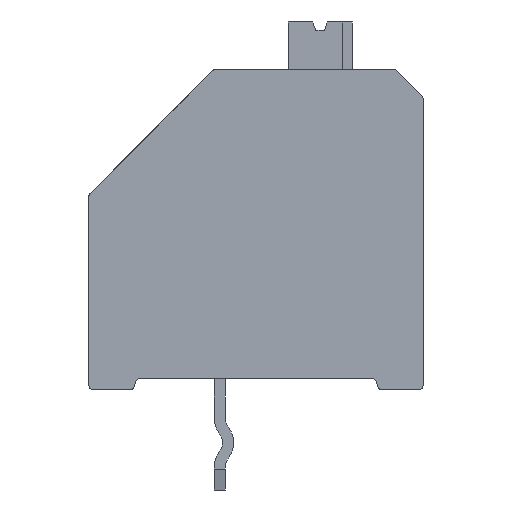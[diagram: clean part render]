
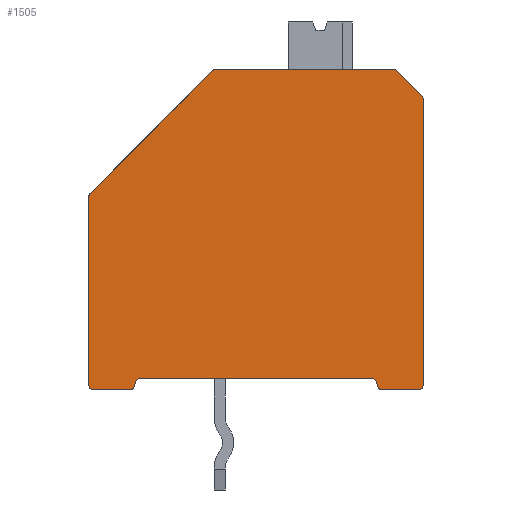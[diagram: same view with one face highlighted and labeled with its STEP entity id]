
A CAD part, front view. The second image highlights one B-rep face of the part: STEP entity #1505.
In plain terms, the highlighted planar face has unit normal (0, -1, 0).
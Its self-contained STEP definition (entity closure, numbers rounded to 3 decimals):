
#1505 = ADVANCED_FACE( '', ( #3320 ), #3321, .T. );
#3320 = FACE_OUTER_BOUND( '', #5552, .T. );
#3321 = PLANE( '', #5553 );
#5552 = EDGE_LOOP( '', ( #9573, #9574, #9575, #9576, #9577, #9578, #9579, #9580, #9581, #9582, #9583, #9584, #9585, #9586, #9587, #9588, #9589, #9590, #9591, #9592 ) );
#5553 = AXIS2_PLACEMENT_3D( '', #9593, #9594, #9595 );
#9573 = ORIENTED_EDGE( '', *, *, #14748, .F. );
#9574 = ORIENTED_EDGE( '', *, *, #14123, .T. );
#9575 = ORIENTED_EDGE( '', *, *, #14762, .F. );
#9576 = ORIENTED_EDGE( '', *, *, #15475, .T. );
#9577 = ORIENTED_EDGE( '', *, *, #14981, .F. );
#9578 = ORIENTED_EDGE( '', *, *, #15476, .T. );
#9579 = ORIENTED_EDGE( '', *, *, #15477, .T. );
#9580 = ORIENTED_EDGE( '', *, *, #15478, .T. );
#9581 = ORIENTED_EDGE( '', *, *, #15479, .F. );
#9582 = ORIENTED_EDGE( '', *, *, #15480, .T. );
#9583 = ORIENTED_EDGE( '', *, *, #15481, .T. );
#9584 = ORIENTED_EDGE( '', *, *, #15482, .F. );
#9585 = ORIENTED_EDGE( '', *, *, #15483, .T. );
#9586 = ORIENTED_EDGE( '', *, *, #15430, .F. );
#9587 = ORIENTED_EDGE( '', *, *, #15484, .T. );
#9588 = ORIENTED_EDGE( '', *, *, #15140, .T. );
#9589 = ORIENTED_EDGE( '', *, *, #15485, .F. );
#9590 = ORIENTED_EDGE( '', *, *, #15486, .T. );
#9591 = ORIENTED_EDGE( '', *, *, #15487, .T. );
#9592 = ORIENTED_EDGE( '', *, *, #15488, .T. );
#9593 = CARTESIAN_POINT( '', ( 0., -36.75, 0. ) );
#9594 = DIRECTION( '', ( 0., -1., 0. ) );
#9595 = DIRECTION( '', ( 0., 0., -1. ) );
#14123 = EDGE_CURVE( '', #17009, #17007, #17010, .T. );
#14748 = EDGE_CURVE( '', #17009, #18096, #18097, .T. );
#14762 = EDGE_CURVE( '', #18116, #17007, #18119, .T. );
#14981 = EDGE_CURVE( '', #18476, #18478, #18479, .T. );
#15140 = EDGE_CURVE( '', #18737, #18734, #18738, .T. );
#15430 = EDGE_CURVE( '', #19189, #19190, #19191, .T. );
#15475 = EDGE_CURVE( '', #18116, #18478, #19259, .T. );
#15476 = EDGE_CURVE( '', #18476, #19260, #19261, .T. );
#15477 = EDGE_CURVE( '', #19260, #19262, #19263, .T. );
#15478 = EDGE_CURVE( '', #19262, #19264, #19265, .T. );
#15479 = EDGE_CURVE( '', #19266, #19264, #19267, .T. );
#15480 = EDGE_CURVE( '', #19266, #19268, #19269, .T. );
#15481 = EDGE_CURVE( '', #19268, #19270, #19271, .T. );
#15482 = EDGE_CURVE( '', #19272, #19270, #19273, .T. );
#15483 = EDGE_CURVE( '', #19272, #19190, #19274, .T. );
#15484 = EDGE_CURVE( '', #19189, #18737, #19275, .T. );
#15485 = EDGE_CURVE( '', #19276, #18734, #19277, .T. );
#15486 = EDGE_CURVE( '', #19276, #19278, #19279, .T. );
#15487 = EDGE_CURVE( '', #19278, #19280, #19281, .T. );
#15488 = EDGE_CURVE( '', #19280, #18096, #19282, .T. );
#17007 = VERTEX_POINT( '', #21203 );
#17009 = VERTEX_POINT( '', #21206 );
#17010 = CIRCLE( '', #21207, 0.17 );
#18096 = VERTEX_POINT( '', #22706 );
#18097 = LINE( '', #22707, #22708 );
#18116 = VERTEX_POINT( '', #22735 );
#18119 = LINE( '', #22739, #22740 );
#18476 = VERTEX_POINT( '', #23259 );
#18478 = VERTEX_POINT( '', #23262 );
#18479 = LINE( '', #23263, #23264 );
#18734 = VERTEX_POINT( '', #23639 );
#18737 = VERTEX_POINT( '', #23643 );
#18738 = CIRCLE( '', #23644, 0.17 );
#19189 = VERTEX_POINT( '', #24279 );
#19190 = VERTEX_POINT( '', #24280 );
#19191 = CIRCLE( '', #24281, 0.17 );
#19259 = CIRCLE( '', #24372, 0.17 );
#19260 = VERTEX_POINT( '', #24373 );
#19261 = CIRCLE( '', #24374, 0.17 );
#19262 = VERTEX_POINT( '', #24375 );
#19263 = LINE( '', #24376, #24377 );
#19264 = VERTEX_POINT( '', #24378 );
#19265 = CIRCLE( '', #24379, 0.17 );
#19266 = VERTEX_POINT( '', #24380 );
#19267 = LINE( '', #24381, #24382 );
#19268 = VERTEX_POINT( '', #24383 );
#19269 = CIRCLE( '', #24384, 0.17 );
#19270 = VERTEX_POINT( '', #24385 );
#19271 = LINE( '', #24386, #24387 );
#19272 = VERTEX_POINT( '', #24388 );
#19273 = CIRCLE( '', #24389, 0.17 );
#19274 = LINE( '', #24390, #24391 );
#19275 = LINE( '', #24392, #24393 );
#19276 = VERTEX_POINT( '', #24394 );
#19277 = LINE( '', #24395, #24396 );
#19278 = VERTEX_POINT( '', #24397 );
#19279 = CIRCLE( '', #24398, 0.17 );
#19280 = VERTEX_POINT( '', #24399 );
#19281 = LINE( '', #24400, #24401 );
#19282 = CIRCLE( '', #24402, 0.17 );
#21203 = CARTESIAN_POINT( '', ( 10.93, -36.75, 11.33 ) );
#21206 = CARTESIAN_POINT( '', ( 11.05, -36.75, 11.28 ) );
#21207 = AXIS2_PLACEMENT_3D( '', #26801, #26802, #26803 );
#22706 = CARTESIAN_POINT( '', ( 11.95, -36.75, 10.38 ) );
#22707 = CARTESIAN_POINT( '', ( 11.5, -36.75, 10.83 ) );
#22708 = VECTOR( '', #27571, 1000. );
#22735 = CARTESIAN_POINT( '', ( 4.57, -36.75, 11.33 ) );
#22739 = CARTESIAN_POINT( '', ( 4.5, -36.75, 11.33 ) );
#22740 = VECTOR( '', #27584, 1000. );
#23259 = CARTESIAN_POINT( '', ( 0.05, -36.75, 6.88 ) );
#23262 = CARTESIAN_POINT( '', ( 4.45, -36.75, 11.28 ) );
#23263 = CARTESIAN_POINT( '', ( 1.847, -36.75, 8.677 ) );
#23264 = VECTOR( '', #27838, 1000. );
#23639 = CARTESIAN_POINT( '', ( 10.53, -36.75, -0.17 ) );
#23643 = CARTESIAN_POINT( '', ( 10.366, -36.75, -0.044 ) );
#23644 = AXIS2_PLACEMENT_3D( '', #28026, #28027, #28028 );
#24279 = CARTESIAN_POINT( '', ( 10.327, -36.75, 0.104 ) );
#24280 = CARTESIAN_POINT( '', ( 10.162, -36.75, 0.23 ) );
#24281 = AXIS2_PLACEMENT_3D( '', #28393, #28394, #28395 );
#24372 = AXIS2_PLACEMENT_3D( '', #28458, #28459, #28460 );
#24373 = CARTESIAN_POINT( '', ( 0., -36.75, 6.76 ) );
#24374 = AXIS2_PLACEMENT_3D( '', #28461, #28462, #28463 );
#24375 = CARTESIAN_POINT( '', ( 0., -36.75, 0. ) );
#24376 = CARTESIAN_POINT( '', ( 0., -36.75, 13.03 ) );
#24377 = VECTOR( '', #28464, 1000. );
#24378 = CARTESIAN_POINT( '', ( 0.17, -36.75, -0.17 ) );
#24379 = AXIS2_PLACEMENT_3D( '', #28465, #28466, #28467 );
#24380 = CARTESIAN_POINT( '', ( 1.47, -36.75, -0.17 ) );
#24381 = CARTESIAN_POINT( '', ( 6., -36.75, -0.17 ) );
#24382 = VECTOR( '', #28468, 1000. );
#24383 = CARTESIAN_POINT( '', ( 1.634, -36.75, -0.044 ) );
#24384 = AXIS2_PLACEMENT_3D( '', #28469, #28470, #28471 );
#24385 = CARTESIAN_POINT( '', ( 1.673, -36.75, 0.104 ) );
#24386 = CARTESIAN_POINT( '', ( 1.707, -36.75, 0.23 ) );
#24387 = VECTOR( '', #28472, 1000. );
#24388 = CARTESIAN_POINT( '', ( 1.838, -36.75, 0.23 ) );
#24389 = AXIS2_PLACEMENT_3D( '', #28473, #28474, #28475 );
#24390 = CARTESIAN_POINT( '', ( 2.9, -36.75, 0.23 ) );
#24391 = VECTOR( '', #28476, 1000. );
#24392 = CARTESIAN_POINT( '', ( 10.774, -36.75, -1.566 ) );
#24393 = VECTOR( '', #28477, 1000. );
#24394 = CARTESIAN_POINT( '', ( 11.83, -36.75, -0.17 ) );
#24395 = CARTESIAN_POINT( '', ( 6., -36.75, -0.17 ) );
#24396 = VECTOR( '', #28478, 1000. );
#24397 = CARTESIAN_POINT( '', ( 12., -36.75, 0. ) );
#24398 = AXIS2_PLACEMENT_3D( '', #28479, #28480, #28481 );
#24399 = CARTESIAN_POINT( '', ( 12., -36.75, 10.26 ) );
#24400 = CARTESIAN_POINT( '', ( 12., -36.75, -3.77 ) );
#24401 = VECTOR( '', #28482, 1000. );
#24402 = AXIS2_PLACEMENT_3D( '', #28483, #28484, #28485 );
#26801 = CARTESIAN_POINT( '', ( 10.93, -36.75, 11.16 ) );
#26802 = DIRECTION( '', ( 0., -1., 0. ) );
#26803 = DIRECTION( '', ( 0., 0., -1. ) );
#27571 = DIRECTION( '', ( 0.707, 0., -0.707 ) );
#27584 = DIRECTION( '', ( 1., 0., 0. ) );
#27838 = DIRECTION( '', ( 0.707, 0., 0.707 ) );
#28026 = CARTESIAN_POINT( '', ( 10.53, -36.75, 0. ) );
#28027 = DIRECTION( '', ( 0., -1., 0. ) );
#28028 = DIRECTION( '', ( 0., 0., -1. ) );
#28393 = CARTESIAN_POINT( '', ( 10.162, -36.75, 0.06 ) );
#28394 = DIRECTION( '', ( 0., -1., 0. ) );
#28395 = DIRECTION( '', ( 0., 0., -1. ) );
#28458 = CARTESIAN_POINT( '', ( 4.57, -36.75, 11.16 ) );
#28459 = DIRECTION( '', ( 0., -1., 0. ) );
#28460 = DIRECTION( '', ( 0., 0., -1. ) );
#28461 = CARTESIAN_POINT( '', ( 0.17, -36.75, 6.76 ) );
#28462 = DIRECTION( '', ( 0., -1., 0. ) );
#28463 = DIRECTION( '', ( 0., 0., -1. ) );
#28464 = DIRECTION( '', ( 0., 0., -1. ) );
#28465 = CARTESIAN_POINT( '', ( 0.17, -36.75, 0. ) );
#28466 = DIRECTION( '', ( 0., -1., 0. ) );
#28467 = DIRECTION( '', ( 0., 0., -1. ) );
#28468 = DIRECTION( '', ( -1., 0., 0. ) );
#28469 = CARTESIAN_POINT( '', ( 1.47, -36.75, 0. ) );
#28470 = DIRECTION( '', ( 0., -1., 0. ) );
#28471 = DIRECTION( '', ( 0., 0., -1. ) );
#28472 = DIRECTION( '', ( 0.259, 0., 0.966 ) );
#28473 = CARTESIAN_POINT( '', ( 1.838, -36.75, 0.06 ) );
#28474 = DIRECTION( '', ( 0., -1., 0. ) );
#28475 = DIRECTION( '', ( 0., 0., -1. ) );
#28476 = DIRECTION( '', ( 1., 0., 0. ) );
#28477 = DIRECTION( '', ( 0.259, 0., -0.966 ) );
#28478 = DIRECTION( '', ( -1., 0., 0. ) );
#28479 = CARTESIAN_POINT( '', ( 11.83, -36.75, 0. ) );
#28480 = DIRECTION( '', ( 0., -1., 0. ) );
#28481 = DIRECTION( '', ( 0., 0., -1. ) );
#28482 = DIRECTION( '', ( 0., 0., 1. ) );
#28483 = CARTESIAN_POINT( '', ( 11.83, -36.75, 10.26 ) );
#28484 = DIRECTION( '', ( 0., -1., 0. ) );
#28485 = DIRECTION( '', ( 0., 0., -1. ) );
